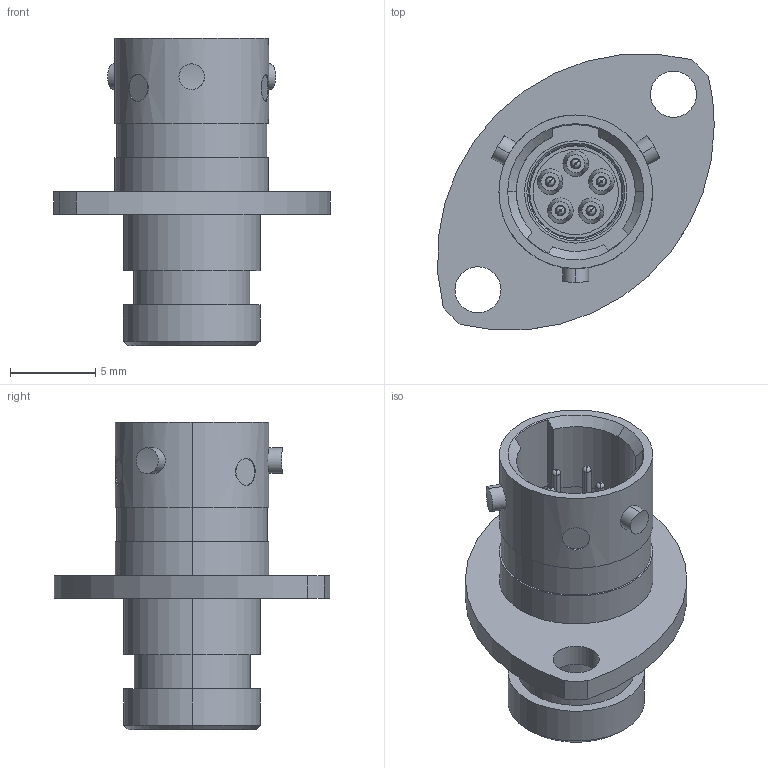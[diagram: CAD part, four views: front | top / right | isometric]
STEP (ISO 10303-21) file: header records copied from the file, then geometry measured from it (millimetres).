
FILE_DESCRIPTION (( 'STEP AP214' ), '1' );
FILE_NAME ('ASU003-05PN-HE.STEP', '2017-10-26T16:01:44', ( 'TE Connectivity' ), ( 'TE Connectivity' ), 'SwSTEP 2.0', 'SolidWorks 2015', '' );
FILE_SCHEMA (( 'AUTOMOTIVE_DESIGN' ));
Length unit declared in the file: millimetre
Products named in the file (1): ASU003-05PN-HE
Bounding box: 16.19 x 16.15 x 18.01 mm (x, y, z)
Volume: 886.2 mm3; surface area: 2021.7 mm2
Topology: 14 solids, 14 shells, 379 faces, 847 edges, 522 vertices
Faces by surface type: cylinder 192, plane 79, cone 66, torus 32, sphere 10
Entity records: 15110 total; most frequent: DIRECTION 2046, CARTESIAN_POINT 2021, ORIENTED_EDGE 1654, AXIS2_PLACEMENT_3D 867, EDGE_CURVE 827, VERTEX_POINT 512, CIRCLE 487, EDGE_LOOP 455
